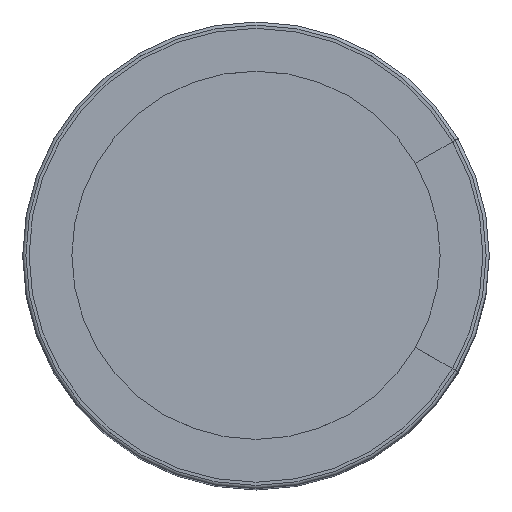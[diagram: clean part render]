
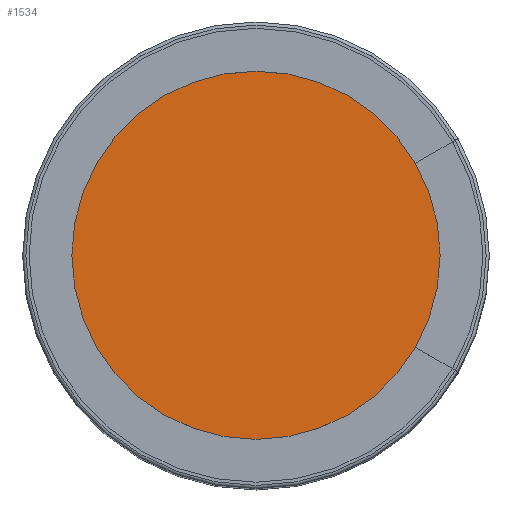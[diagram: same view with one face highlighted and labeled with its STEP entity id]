
A CAD part, top view. The second image highlights one B-rep face of the part: STEP entity #1534.
In plain terms, the highlighted planar face has unit normal (0, 0, 1).
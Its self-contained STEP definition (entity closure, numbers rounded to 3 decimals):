
#1343 = TOROIDAL_SURFACE('',#1344,7.15,0.1);
#1344 = AXIS2_PLACEMENT_3D('',#1345,#1346,#1347);
#1345 = CARTESIAN_POINT('',(0.,0.,26.2));
#1346 = DIRECTION('',(0.,0.,-1.));
#1347 = DIRECTION('',(1.,0.,0.));
#1412 = VERTEX_POINT('',#1413);
#1413 = CARTESIAN_POINT('',(7.15,0.,26.3));
#1481 = EDGE_CURVE('',#1412,#1412,#1482,.T.);
#1482 = SURFACE_CURVE('',#1483,(#1488,#1517),.PCURVE_S1.);
#1483 = CIRCLE('',#1484,7.15);
#1484 = AXIS2_PLACEMENT_3D('',#1485,#1486,#1487);
#1485 = CARTESIAN_POINT('',(0.,0.,26.3));
#1486 = DIRECTION('',(0.,0.,-1.));
#1487 = DIRECTION('',(-1.,0.,0.));
#1488 = PCURVE('',#1343,#1489);
#1489 = DEFINITIONAL_REPRESENTATION('',(#1490),#1516);
#1490 = B_SPLINE_CURVE_WITH_KNOTS('',3,(#1491,#1492,#1493,#1494,#1495,
    #1496,#1497,#1498,#1499,#1500,#1501,#1502,#1503,#1504,#1505,#1506,
    #1507,#1508,#1509,#1510,#1511,#1512,#1513,#1514,#1515),
  .UNSPECIFIED.,.F.,.F.,(4,1,1,1,1,1,1,1,1,1,1,1,1,1,1,1,1,1,1,1,1,1,4),
  (3.142,3.427,3.713,3.998,
    4.284,4.57,4.855,5.141,
    5.426,5.712,5.998,6.283,
    6.569,6.854,7.14,7.426,
    7.711,7.997,8.282,8.568,
    8.854,9.139,9.425),.UNSPECIFIED.);
#1491 = CARTESIAN_POINT('',(0.,4.712));
#1492 = CARTESIAN_POINT('',(0.095,4.712));
#1493 = CARTESIAN_POINT('',(0.286,4.712));
#1494 = CARTESIAN_POINT('',(0.571,4.712));
#1495 = CARTESIAN_POINT('',(0.857,4.712));
#1496 = CARTESIAN_POINT('',(1.142,4.712));
#1497 = CARTESIAN_POINT('',(1.428,4.712));
#1498 = CARTESIAN_POINT('',(1.714,4.712));
#1499 = CARTESIAN_POINT('',(1.999,4.712));
#1500 = CARTESIAN_POINT('',(2.285,4.712));
#1501 = CARTESIAN_POINT('',(2.57,4.712));
#1502 = CARTESIAN_POINT('',(2.856,4.712));
#1503 = CARTESIAN_POINT('',(3.142,4.712));
#1504 = CARTESIAN_POINT('',(3.427,4.712));
#1505 = CARTESIAN_POINT('',(3.713,4.712));
#1506 = CARTESIAN_POINT('',(3.998,4.712));
#1507 = CARTESIAN_POINT('',(4.284,4.712));
#1508 = CARTESIAN_POINT('',(4.57,4.712));
#1509 = CARTESIAN_POINT('',(4.855,4.712));
#1510 = CARTESIAN_POINT('',(5.141,4.712));
#1511 = CARTESIAN_POINT('',(5.426,4.712));
#1512 = CARTESIAN_POINT('',(5.712,4.712));
#1513 = CARTESIAN_POINT('',(5.998,4.712));
#1514 = CARTESIAN_POINT('',(6.188,4.712));
#1515 = CARTESIAN_POINT('',(6.283,4.712));
#1516 = ( GEOMETRIC_REPRESENTATION_CONTEXT(2) 
PARAMETRIC_REPRESENTATION_CONTEXT() REPRESENTATION_CONTEXT('2D SPACE',''
  ) );
#1517 = PCURVE('',#1518,#1523);
#1518 = PLANE('',#1519);
#1519 = AXIS2_PLACEMENT_3D('',#1520,#1521,#1522);
#1520 = CARTESIAN_POINT('',(7.865,7.865,26.3));
#1521 = DIRECTION('',(0.,0.,1.));
#1522 = DIRECTION('',(-1.,0.,0.));
#1523 = DEFINITIONAL_REPRESENTATION('',(#1524),#1532);
#1524 = ( BOUNDED_CURVE() B_SPLINE_CURVE(2,(#1525,#1526,#1527,#1528,
#1529,#1530,#1531),.UNSPECIFIED.,.T.,.F.) B_SPLINE_CURVE_WITH_KNOTS((1,2
    ,2,2,2,1),(-2.094,0.,2.094,4.189,
6.283,8.378),.UNSPECIFIED.) CURVE() 
GEOMETRIC_REPRESENTATION_ITEM() RATIONAL_B_SPLINE_CURVE((1.,0.5,1.,0.5,
1.,0.5,1.)) REPRESENTATION_ITEM('') );
#1525 = CARTESIAN_POINT('',(15.015,7.865));
#1526 = CARTESIAN_POINT('',(15.015,-4.519));
#1527 = CARTESIAN_POINT('',(4.29,1.673));
#1528 = CARTESIAN_POINT('',(-6.435,7.865));
#1529 = CARTESIAN_POINT('',(4.29,14.057));
#1530 = CARTESIAN_POINT('',(15.015,20.249));
#1531 = CARTESIAN_POINT('',(15.015,7.865));
#1532 = ( GEOMETRIC_REPRESENTATION_CONTEXT(2) 
PARAMETRIC_REPRESENTATION_CONTEXT() REPRESENTATION_CONTEXT('2D SPACE',''
  ) );
#1534 = ADVANCED_FACE('',(#1535),#1518,.T.);
#1535 = FACE_BOUND('',#1536,.T.);
#1536 = EDGE_LOOP('',(#1537));
#1537 = ORIENTED_EDGE('',*,*,#1481,.F.);
